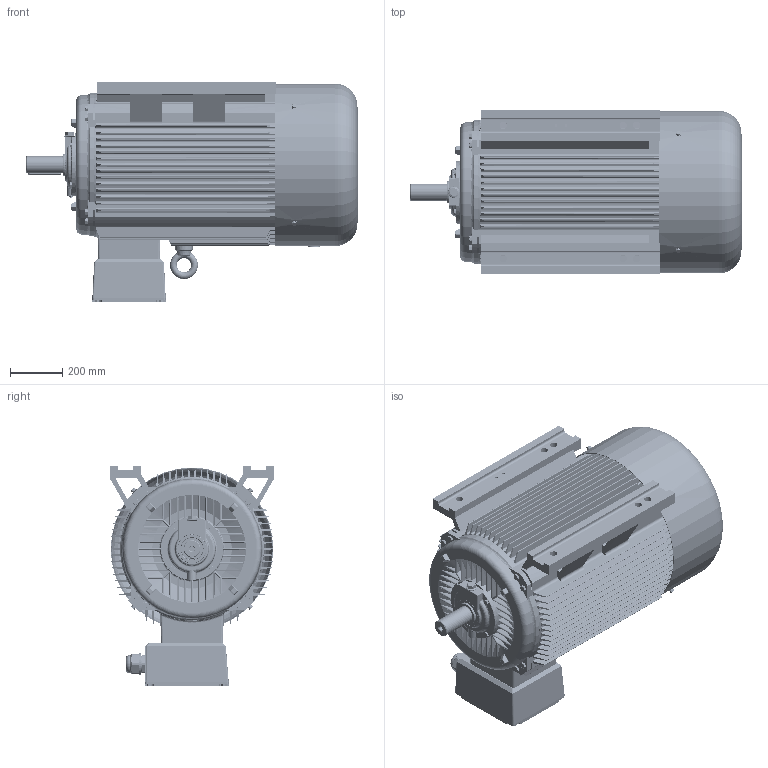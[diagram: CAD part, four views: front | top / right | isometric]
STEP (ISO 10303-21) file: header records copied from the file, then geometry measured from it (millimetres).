
FILE_DESCRIPTION(/* description */ (''),/* implementation_level */ '2;1');
FILE_NAME(/* name */ 'JM3-315M.L-2-B3.stp',/* time_stamp */ '2016-07-13T07:52:11+08:00',/* author */ (''),/* organization */ (''),/* preprocessor_version */ 'ST-DEVELOPER v15',/* originating_system */ 'SIEMENS PLM Software NX 8.5',/* authorisation */ '');
FILE_SCHEMA (('AUTOMOTIVE_DESIGN { 1 0 10303 214 3 1 1 1 }'));
Products named in the file (1): pc0328F82B86q9
Bounding box: 1266 x 628 x 837 mm (x, y, z)
Volume: 64619614 mm3; surface area: 11206839.5 mm2
Topology: 68 solids, 68 shells, 11386 faces, 32370 edges, 21258 vertices
Faces by surface type: plane 5173, cylinder 5039, cone 737, torus 333, bspline 90, sphere 14
Full cylindrical faces by diameter (mm): 2 x2, 10 x6, 10.5 x4, 11.5 x1, 20 x5, 28 x4, 43.312 x2, 51.188 x4, 61.031 x12, 63 x4, 64 x1, 64.969 x12, 65 x1, 67.922 x2, 78 x1, 80 x2, 81.5 x2, 83 x2, 83.672 x2, 85 x6, 95 x2, 98 x1, 102 x3, 510.694 x2, 528 x2, 616 x1, 620 x1
Entity records: 390640 total; most frequent: CARTESIAN_POINT 87664, ORIENTED_EDGE 64192, DIRECTION 62223, EDGE_CURVE 32096, AXIS2_PLACEMENT_3D 21768, VERTEX_POINT 21166, LINE 18687, VECTOR 18687
